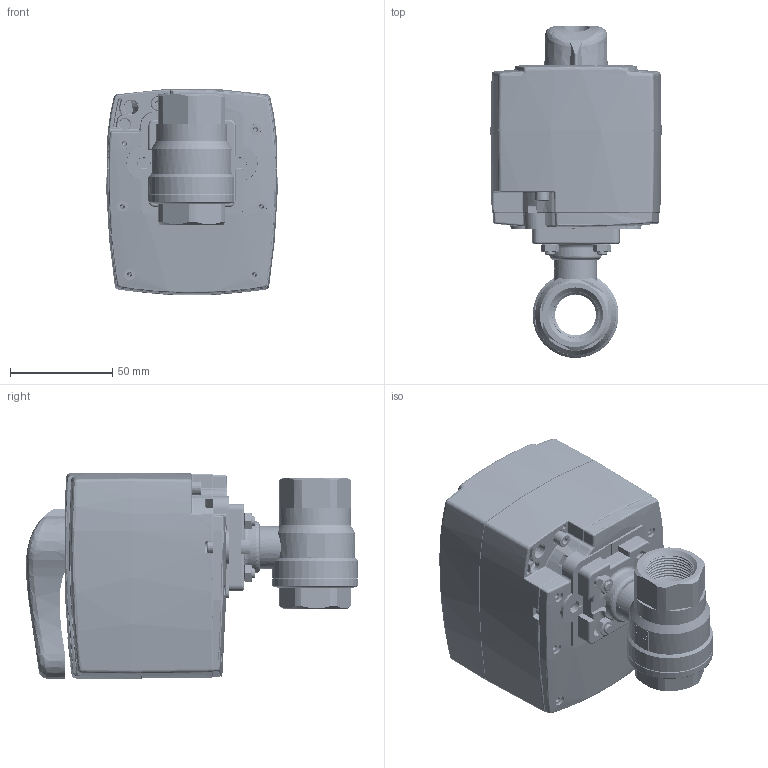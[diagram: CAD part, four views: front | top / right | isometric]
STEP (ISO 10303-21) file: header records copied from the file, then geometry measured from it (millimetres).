
FILE_DESCRIPTION(/* description */ ('Unknown'),/* implementation_level */ '2;1');
FILE_NAME(/* name */ 'EL01 9652-05',/* time_stamp */ '2025-07-08T08:39:48+02:00',/* author */ ('Unknown'),/* organization */ ('Unknown'),/* preprocessor_version */ 'ST-DEVELOPER v20',/* originating_system */ 'Solid Edge',/* authorisation */ 'Unknown');
FILE_SCHEMA (('AUTOMOTIVE_DESIGN {1 0 10303 214 3 1 1}'));
Length unit declared in the file: millimetre
Products named in the file (27): EL01 9652-05; 9652-05; Body; Body Gaske; Cap; Stem; Small hex thin nuts-Fine pitch thread GB_GB_FASTENER_NUT_SSFNTT M14X1.
0-N; Nut Stopper; EL 01; M3120001; M3120002; M3120020; 01MS010001; M3120021; 01MS010003; 01MS010004; M3120025; M3120026; M3120027; M3120028; M3120029; M3120034; M3120134; M3120035; 01MS010012; M3120059; WUERTH 03225 hexagonal nut DIN 934  M5 A2 BLK_EDST
Assembly tree (37 placements, depth 4):
  EL01 9652-05
    9652-05
      Body
      Body Gaske
      Cap
      Stem
      Small hex thin nuts-Fine pitch thread GB_GB_FASTENER_NUT_SSFNTT M14X1.
0-N
      Nut Stopper
    EL 01
      M3120001
      M3120002
      M3120020
      01MS010001  x5
      M3120021
      01MS010003
      01MS010004  x2
      M3120025
      M3120026
      M3120027
      M3120028
      M3120029
      M3120034
      M3120134
        M3120035
        01MS010012  x4
      M3120059
    WUERTH 03225 hexagonal nut DIN 934  M5 A2 BLK_EDST  x4
Bounding box: 83.69 x 162.31 x 100.89 mm (x, y, z)
Volume: 270569.7 mm3; surface area: 206292 mm2
Topology: 34 solids, 34 shells, 7533 faces, 18999 edges, 11283 vertices
Faces by surface type: plane 2174, cylinder 1967, torus 1346, bspline 883, cone 754, sphere 409
Full cylindrical faces by diameter (mm): 1 x2, 1.576 x1, 2 x1, 2.5 x2, 3 x7, 4.134 x4, 4.4 x2, 4.8 x4, 5 x6, 5.3 x6, 5.35 x2, 5.75 x6, 9.6 x1, 10.1 x1, 12 x1, 12.6 x2, 12.7 x1, 12.917 x1, 15.696 x1, 15.8 x1, 16 x2, 20 x2, 20.25 x1, 21 x1, 21.6 x1, 22.8 x8, 23.6 x1, 25.5 x1, 25.8 x1, 28 x2
Entity records: 298096 total; most frequent: CARTESIAN_POINT 123423, ORIENTED_EDGE 36024, DIRECTION 30286, EDGE_CURVE 18012, AXIS2_PLACEMENT_3D 12131, VERTEX_POINT 11002, EDGE_LOOP 7790, FACE_BOUND 7790
